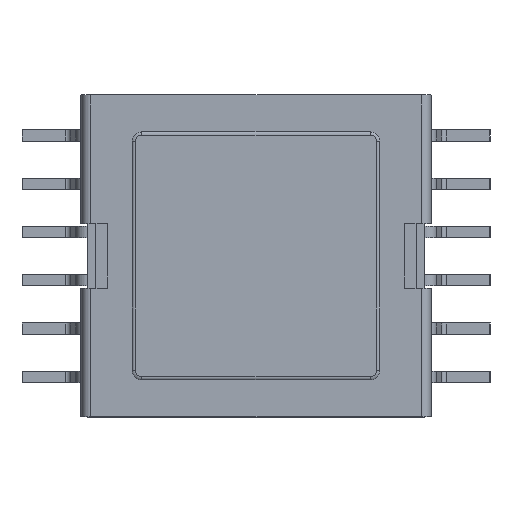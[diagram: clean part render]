
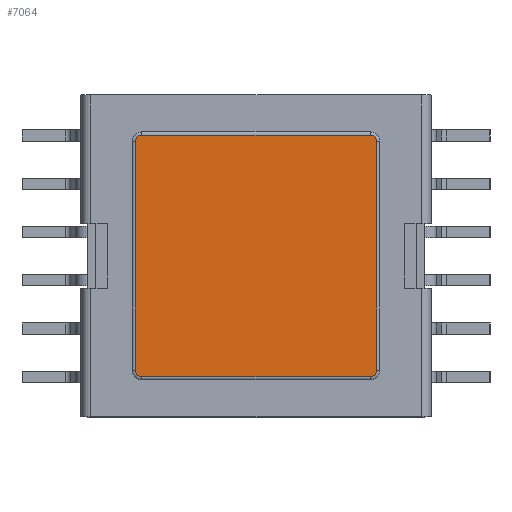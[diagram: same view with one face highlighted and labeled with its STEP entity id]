
A CAD part, top view. The second image highlights one B-rep face of the part: STEP entity #7064.
In plain terms, the highlighted planar face has unit normal (0, 0, 1).
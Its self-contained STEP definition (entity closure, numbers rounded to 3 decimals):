
#76=CIRCLE('',#7522,0.407);
#78=CIRCLE('',#7526,0.407);
#82=CIRCLE('',#7532,0.407);
#84=CIRCLE('',#7536,0.407);
#664=ORIENTED_EDGE('',*,*,#2649,.F.);
#665=ORIENTED_EDGE('',*,*,#2647,.T.);
#666=ORIENTED_EDGE('',*,*,#2644,.F.);
#667=ORIENTED_EDGE('',*,*,#2642,.T.);
#668=ORIENTED_EDGE('',*,*,#2640,.F.);
#669=ORIENTED_EDGE('',*,*,#2639,.T.);
#670=ORIENTED_EDGE('',*,*,#2637,.F.);
#671=ORIENTED_EDGE('',*,*,#2650,.T.);
#2637=EDGE_CURVE('',#3668,#3667,#4364,.T.);
#2639=EDGE_CURVE('',#3669,#3667,#76,.T.);
#2640=EDGE_CURVE('',#3669,#3670,#4365,.T.);
#2642=EDGE_CURVE('',#3671,#3670,#78,.T.);
#2644=EDGE_CURVE('',#3671,#3672,#4366,.T.);
#2647=EDGE_CURVE('',#3673,#3672,#82,.T.);
#2649=EDGE_CURVE('',#3673,#3674,#4367,.T.);
#2650=EDGE_CURVE('',#3668,#3674,#84,.T.);
#3667=VERTEX_POINT('',#10400);
#3668=VERTEX_POINT('',#10402);
#3669=VERTEX_POINT('',#10406);
#3670=VERTEX_POINT('',#10410);
#3671=VERTEX_POINT('',#10414);
#3672=VERTEX_POINT('',#10418);
#3673=VERTEX_POINT('',#10422);
#3674=VERTEX_POINT('',#10426);
#4364=LINE('',#10403,#5190);
#4365=LINE('',#10409,#5191);
#4366=LINE('',#10417,#5192);
#4367=LINE('',#10427,#5193);
#5190=VECTOR('',#8310,1000.);
#5191=VECTOR('',#8319,1000.);
#5192=VECTOR('',#8330,1000.);
#5193=VECTOR('',#8343,1000.);
#5988=EDGE_LOOP('',(#664,#665,#666,#667,#668,#669,#670,#671));
#6392=FACE_BOUND('',#5988,.T.);
#6766=PLANE('',#7549);
#7064=ADVANCED_FACE('',(#6392),#6766,.T.);
#7522=AXIS2_PLACEMENT_3D('',#10407,#8315,#8316);
#7526=AXIS2_PLACEMENT_3D('',#10413,#8324,#8325);
#7532=AXIS2_PLACEMENT_3D('',#10423,#8337,#8338);
#7536=AXIS2_PLACEMENT_3D('',#10429,#8346,#8347);
#7549=AXIS2_PLACEMENT_3D('',#10461,#8384,#8385);
#8310=DIRECTION('',(-1.,0.,0.));
#8315=DIRECTION('',(0.,0.,1.));
#8316=DIRECTION('',(0.,1.,0.));
#8319=DIRECTION('',(0.,1.,0.));
#8324=DIRECTION('',(0.,0.,1.));
#8325=DIRECTION('',(0.,1.,0.));
#8330=DIRECTION('',(1.,0.,0.));
#8337=DIRECTION('',(0.,0.,1.));
#8338=DIRECTION('',(0.,1.,0.));
#8343=DIRECTION('',(0.,-1.,0.));
#8346=DIRECTION('',(0.,0.,1.));
#8347=DIRECTION('',(0.,1.,0.));
#8384=DIRECTION('',(0.,0.,1.));
#8385=DIRECTION('',(0.,1.,0.));
#10400=CARTESIAN_POINT('',(-7.1,-7.507,5.05));
#10402=CARTESIAN_POINT('',(7.1,-7.507,5.05));
#10403=CARTESIAN_POINT('',(7.1,-7.507,5.05));
#10406=CARTESIAN_POINT('',(-7.507,-7.1,5.05));
#10407=CARTESIAN_POINT('',(-7.1,-7.1,5.05));
#10409=CARTESIAN_POINT('',(-7.507,-7.1,5.05));
#10410=CARTESIAN_POINT('',(-7.507,7.1,5.05));
#10413=CARTESIAN_POINT('',(-7.1,7.1,5.05));
#10414=CARTESIAN_POINT('',(-7.1,7.507,5.05));
#10417=CARTESIAN_POINT('',(-7.1,7.507,5.05));
#10418=CARTESIAN_POINT('',(7.1,7.507,5.05));
#10422=CARTESIAN_POINT('',(7.507,7.1,5.05));
#10423=CARTESIAN_POINT('',(7.1,7.1,5.05));
#10426=CARTESIAN_POINT('',(7.507,-7.1,5.05));
#10427=CARTESIAN_POINT('',(7.507,7.1,5.05));
#10429=CARTESIAN_POINT('',(7.1,-7.1,5.05));
#10461=CARTESIAN_POINT('',(-7.1,-7.1,5.05));
